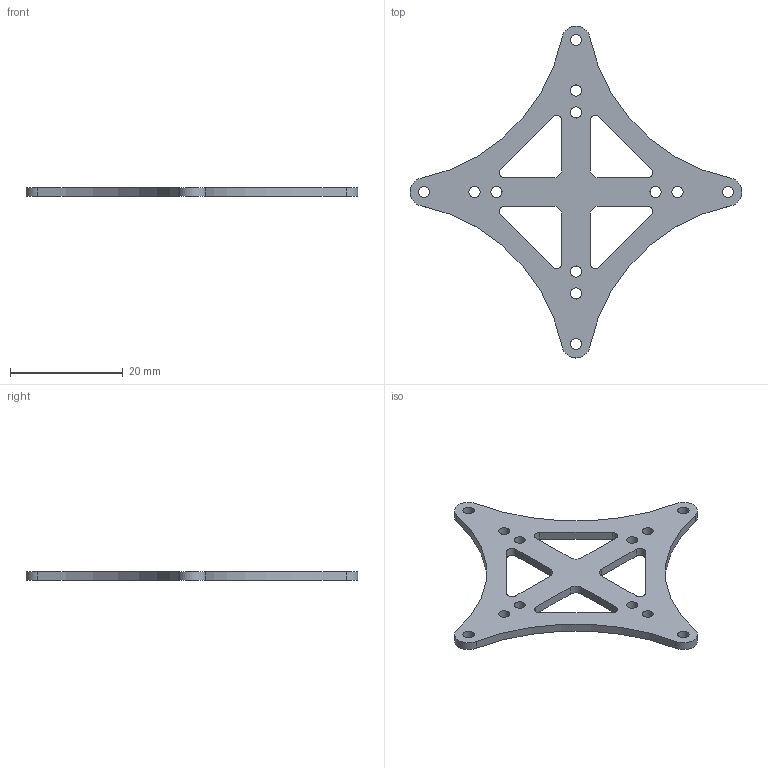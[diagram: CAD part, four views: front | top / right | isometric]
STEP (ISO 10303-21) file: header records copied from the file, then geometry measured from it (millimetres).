
FILE_DESCRIPTION(/* description */ (''),/* implementation_level */ '2;1');
FILE_NAME(/* name */ '2-Inch-Drone-V1 v351111111.step',/* time_stamp */ '2023-11-13T13:12:17+08:00',/* author */ (''),/* organization */ (''),/* preprocessor_version */ 'ST-DEVELOPER v20',/* originating_system */ 'Autodesk Translation Framework v12.14.0.127',/* authorisation */ '');
FILE_SCHEMA (('AUTOMOTIVE_DESIGN { 1 0 10303 214 3 1 1 }'));
Length unit declared in the file: millimetre
Products named in the file (1): 2-Inch-Drone-V1
Bounding box: 59 x 59 x 1.5 mm (x, y, z)
Volume: 1425.9 mm3; surface area: 3453.6 mm2
Topology: 1 solids, 2 shells, 47 faces, 176 edges, 132 vertices
Faces by surface type: cylinder 32, plane 15
Full cylindrical faces by diameter (mm): 2 x12
Entity records: 2064 total; most frequent: DIRECTION 368, CARTESIAN_POINT 356, ORIENTED_EDGE 308, EDGE_CURVE 176, AXIS2_PLACEMENT_3D 144, VERTEX_POINT 132, CIRCLE 96, EDGE_LOOP 95
